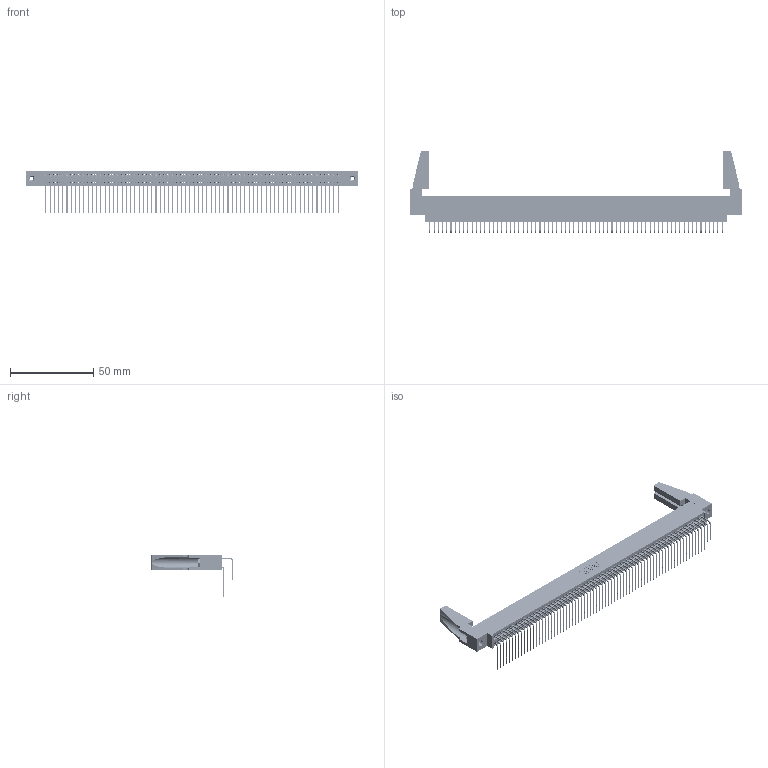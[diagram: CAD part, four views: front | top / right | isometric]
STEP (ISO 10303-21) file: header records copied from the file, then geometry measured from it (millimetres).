
FILE_DESCRIPTION (( 'STEP AP203' ), '1' );
FILE_NAME ('345-140-558-888.STEP', '2019-11-08T23:18:25', ( '' ), ( '' ), 'SwSTEP 2.0', 'SolidWorks 2016', '' );
FILE_SCHEMA (( 'CONFIG_CONTROL_DESIGN' ));
Length unit declared in the file: inch
Products named in the file (6): 345-140-558-888; 345-292-001_558 559 Tail - 1; 345-292-001_558 Tail - 2; 345-220-078_345-220-088; 345-250-001_345-250-001-102; 345 Part_0.170 Offset - 0.156 Dia-TH
Assembly tree (145 placements, depth 2):
  345-140-558-888
    345 Part_0.170 Offset - 0.156 Dia-TH
    345-292-001_558 559 Tail - 1  x70
    345-292-001_558 Tail - 2  x70
    345-250-001_345-250-001-102  x2
    345-220-078_345-220-088  x2
Bounding box: 199.03 x 49.01 x 25.53 mm (x, y, z)
Volume: 23541 mm3; surface area: 37595.5 mm2
Topology: 145 solids, 145 shells, 7534 faces, 22367 edges, 14714 vertices
Faces by surface type: plane 5056, cylinder 2462, cone 12, torus 4
Entity records: 55086 total; most frequent: CARTESIAN_POINT 9249, ORIENTED_EDGE 9092, DIRECTION 8098, EDGE_CURVE 4546, LINE 4052, VECTOR 4052, VERTEX_POINT 3022, AXIS2_PLACEMENT_3D 2023
